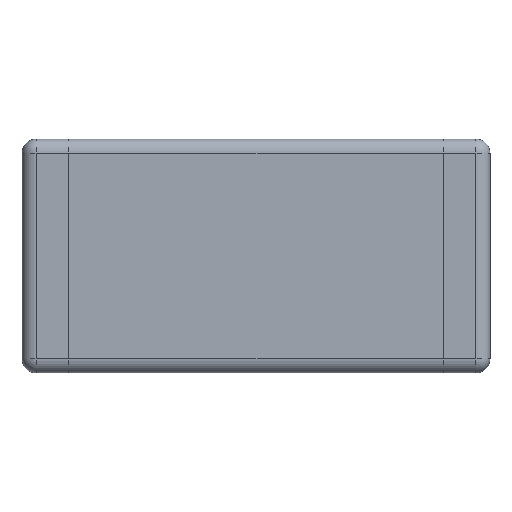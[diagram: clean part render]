
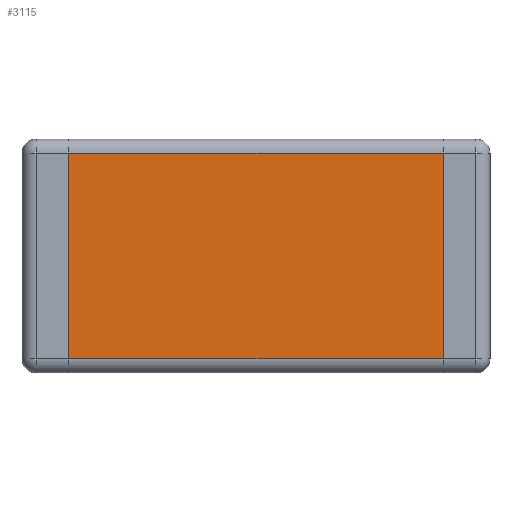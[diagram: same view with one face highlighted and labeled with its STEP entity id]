
A CAD part, front view. The second image highlights one B-rep face of the part: STEP entity #3115.
In plain terms, the highlighted planar face has unit normal (0, -1, 0).
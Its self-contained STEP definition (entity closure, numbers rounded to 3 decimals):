
#39 = ORIENTED_EDGE ( 'NONE', *, *, #5528, .T. ) ;
#235 = VECTOR ( 'NONE', #5013, 1000. ) ;
#360 = LINE ( 'NONE', #3955, #2679 ) ;
#434 = LINE ( 'NONE', #3862, #565 ) ;
#503 = CARTESIAN_POINT ( 'NONE',  ( -2., 0., 1.25 ) ) ;
#565 = VECTOR ( 'NONE', #853, 1000. ) ;
#693 = EDGE_CURVE ( 'NONE', #5269, #1381, #360, .T. ) ;
#853 = DIRECTION ( 'NONE',  ( 1., 0., 0. ) ) ;
#974 = DIRECTION ( 'NONE',  ( 0., 0., 1. ) ) ;
#1381 = VERTEX_POINT ( 'NONE', #5480 ) ;
#1730 = ORIENTED_EDGE ( 'NONE', *, *, #5323, .T. ) ;
#2476 = LINE ( 'NONE', #503, #4695 ) ;
#2591 = CARTESIAN_POINT ( 'NONE',  ( -2., 0., -1.1 ) ) ;
#2679 = VECTOR ( 'NONE', #974, 1000. ) ;
#2747 = CARTESIAN_POINT ( 'NONE',  ( -2., 0., 1.1 ) ) ;
#3059 = DIRECTION ( 'NONE',  ( 0., 0., -1. ) ) ;
#3115 = ADVANCED_FACE ( 'NONE', ( #5364 ), #3860, .F. ) ;
#3254 = CARTESIAN_POINT ( 'NONE',  ( 2., 0., -1.1 ) ) ;
#3356 = DIRECTION ( 'NONE',  ( 0., 1., 0. ) ) ;
#3425 = DIRECTION ( 'NONE',  ( 0., 0., 1. ) ) ;
#3449 = ORIENTED_EDGE ( 'NONE', *, *, #693, .T. ) ;
#3860 = PLANE ( 'NONE',  #5035 ) ;
#3862 = CARTESIAN_POINT ( 'NONE',  ( -2.5, 0., -1.1 ) ) ;
#3955 = CARTESIAN_POINT ( 'NONE',  ( 2., 0., 1.25 ) ) ;
#4277 = CARTESIAN_POINT ( 'NONE',  ( -2.5, 0., 1.25 ) ) ;
#4319 = VERTEX_POINT ( 'NONE', #2591 ) ;
#4695 = VECTOR ( 'NONE', #3059, 1000. ) ;
#4843 = EDGE_CURVE ( 'NONE', #4319, #5269, #434, .T. ) ;
#4885 = CARTESIAN_POINT ( 'NONE',  ( -2.5, 0., 1.1 ) ) ;
#4920 = VERTEX_POINT ( 'NONE', #2747 ) ;
#5013 = DIRECTION ( 'NONE',  ( -1., 0., 0. ) ) ;
#5035 = AXIS2_PLACEMENT_3D ( 'NONE', #4277, #3356, #3425 ) ;
#5269 = VERTEX_POINT ( 'NONE', #3254 ) ;
#5312 = EDGE_LOOP ( 'NONE', ( #1730, #39, #5474, #3449 ) ) ;
#5323 = EDGE_CURVE ( 'NONE', #1381, #4920, #5393, .T. ) ;
#5364 = FACE_OUTER_BOUND ( 'NONE', #5312, .T. ) ;
#5393 = LINE ( 'NONE', #4885, #235 ) ;
#5474 = ORIENTED_EDGE ( 'NONE', *, *, #4843, .T. ) ;
#5480 = CARTESIAN_POINT ( 'NONE',  ( 2., 0., 1.1 ) ) ;
#5528 = EDGE_CURVE ( 'NONE', #4920, #4319, #2476, .T. ) ;
